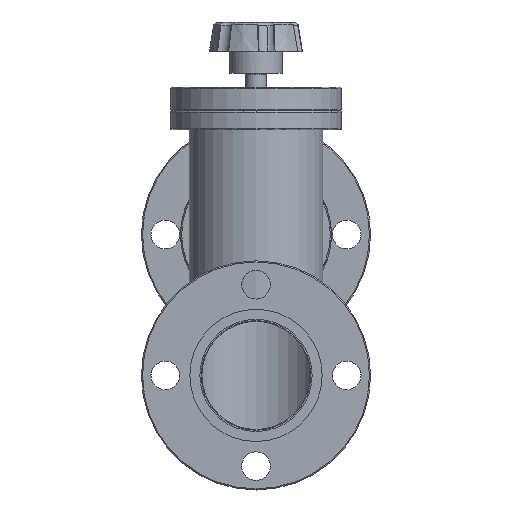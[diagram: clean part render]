
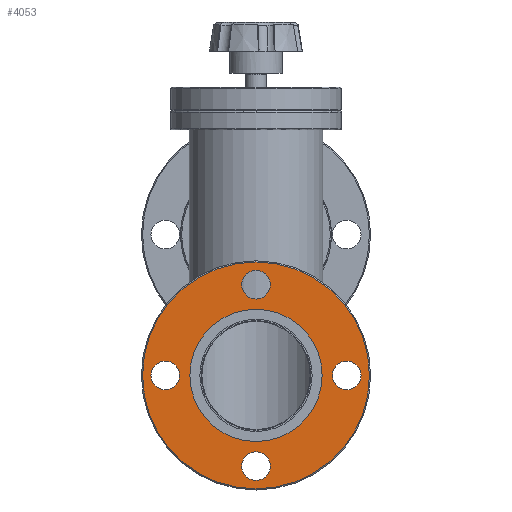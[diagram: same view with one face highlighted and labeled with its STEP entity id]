
A CAD part, front view. The second image highlights one B-rep face of the part: STEP entity #4053.
In plain terms, the highlighted planar face has unit normal (0, -1, 0).
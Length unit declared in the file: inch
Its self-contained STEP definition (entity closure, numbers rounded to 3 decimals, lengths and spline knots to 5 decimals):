
#47 = FACE_OUTER_BOUND ( 'NONE', #573, .T. ) ;
#143 = ORIENTED_EDGE ( 'NONE', *, *, #5525, .T. ) ;
#174 = CARTESIAN_POINT ( 'NONE',  ( 0., -3.612, -1.935 ) ) ;
#323 = CIRCLE ( 'NONE', #3997, 2.97 ) ;
#379 = CARTESIAN_POINT ( 'NONE',  ( -1.7315, -3.612, -1.935 ) ) ;
#392 = CIRCLE ( 'NONE', #13023, 0.375 ) ;
#420 = DIRECTION ( 'NONE',  ( 0., 1., 0. ) ) ;
#555 = EDGE_CURVE ( 'NONE', #5880, #9367, #323, .T. ) ;
#560 = ORIENTED_EDGE ( 'NONE', *, *, #10086, .T. ) ;
#571 = DIRECTION ( 'NONE',  ( 0., 1., 0. ) ) ;
#573 = EDGE_LOOP ( 'NONE', ( #7191, #4537 ) ) ;
#742 = AXIS2_PLACEMENT_3D ( 'NONE', #9590, #2020, #10856 ) ;
#768 = AXIS2_PLACEMENT_3D ( 'NONE', #5399, #14223, #6649 ) ;
#811 = CIRCLE ( 'NONE', #11986, 2.97 ) ;
#1013 = VERTEX_POINT ( 'NONE', #3053 ) ;
#1030 = VERTEX_POINT ( 'NONE', #2114 ) ;
#1140 = VERTEX_POINT ( 'NONE', #9483 ) ;
#1271 = EDGE_CURVE ( 'NONE', #1030, #1140, #3274, .T. ) ;
#1509 = EDGE_CURVE ( 'NONE', #1635, #12474, #14737, .T. ) ;
#1635 = VERTEX_POINT ( 'NONE', #6365 ) ;
#2020 = DIRECTION ( 'NONE',  ( 0., 1., 0. ) ) ;
#2114 = CARTESIAN_POINT ( 'NONE',  ( -2.75, -3.612, -1.935 ) ) ;
#2440 = VERTEX_POINT ( 'NONE', #9931 ) ;
#2469 = CARTESIAN_POINT ( 'NONE',  ( 0., -3.612, -1.935 ) ) ;
#2521 = AXIS2_PLACEMENT_3D ( 'NONE', #4516, #4467, #4422 ) ;
#2541 = EDGE_LOOP ( 'NONE', ( #14641, #15858 ) ) ;
#2724 = ORIENTED_EDGE ( 'NONE', *, *, #4118, .T. ) ;
#2738 = VERTEX_POINT ( 'NONE', #8135 ) ;
#2761 = ORIENTED_EDGE ( 'NONE', *, *, #13734, .T. ) ;
#3053 = CARTESIAN_POINT ( 'NONE',  ( 1.7315, -3.612, -1.935 ) ) ;
#3162 = CARTESIAN_POINT ( 'NONE',  ( -1.7315, -3.612, -1.935 ) ) ;
#3274 = CIRCLE ( 'NONE', #5898, 0.375 ) ;
#3410 = FACE_BOUND ( 'NONE', #9596, .T. ) ;
#3433 = EDGE_CURVE ( 'NONE', #2440, #12439, #6784, .T. ) ;
#3565 = VERTEX_POINT ( 'NONE', #379 ) ;
#3744 = DIRECTION ( 'NONE',  ( 0., 0., 1. ) ) ;
#3807 = FACE_BOUND ( 'NONE', #10469, .T. ) ;
#3962 = DIRECTION ( 'NONE',  ( -1., 0., 0. ) ) ;
#3997 = AXIS2_PLACEMENT_3D ( 'NONE', #174, #14153, #4052 ) ;
#4010 = DIRECTION ( 'NONE',  ( 0., 1., 0. ) ) ;
#4052 = DIRECTION ( 'NONE',  ( 0., 0., 1. ) ) ;
#4053 = ADVANCED_FACE ( 'NONE', ( #13483, #3807, #10144, #6769, #3410, #47 ), #14441, .T. ) ;
#4066 = CARTESIAN_POINT ( 'NONE',  ( -2.375, -3.612, -1.935 ) ) ;
#4118 = EDGE_CURVE ( 'NONE', #1140, #1030, #12695, .T. ) ;
#4422 = DIRECTION ( 'NONE',  ( -1., 0., 0. ) ) ;
#4467 = DIRECTION ( 'NONE',  ( 0., 1., 0. ) ) ;
#4492 = AXIS2_PLACEMENT_3D ( 'NONE', #7991, #420, #9260 ) ;
#4516 = CARTESIAN_POINT ( 'NONE',  ( 0., -3.612, 0.44 ) ) ;
#4537 = ORIENTED_EDGE ( 'NONE', *, *, #555, .T. ) ;
#4593 = ORIENTED_EDGE ( 'NONE', *, *, #8937, .T. ) ;
#4638 = CARTESIAN_POINT ( 'NONE',  ( 0., -3.612, 0.44 ) ) ;
#4747 = AXIS2_PLACEMENT_3D ( 'NONE', #7715, #7656, #6383 ) ;
#4807 = EDGE_CURVE ( 'NONE', #9367, #5880, #811, .T. ) ;
#5168 = CIRCLE ( 'NONE', #13567, 1.7315 ) ;
#5214 = CARTESIAN_POINT ( 'NONE',  ( -0.375, -3.612, -4.31 ) ) ;
#5243 = EDGE_LOOP ( 'NONE', ( #11677, #560 ) ) ;
#5399 = CARTESIAN_POINT ( 'NONE',  ( 2.375, -3.612, -1.935 ) ) ;
#5525 = EDGE_CURVE ( 'NONE', #12737, #2738, #392, .T. ) ;
#5712 = DIRECTION ( 'NONE',  ( 0., -1., 0. ) ) ;
#5716 = CARTESIAN_POINT ( 'NONE',  ( 2.75, -3.612, -1.935 ) ) ;
#5880 = VERTEX_POINT ( 'NONE', #14839 ) ;
#5890 = DIRECTION ( 'NONE',  ( -1., 0., 0. ) ) ;
#5898 = AXIS2_PLACEMENT_3D ( 'NONE', #4066, #4010, #3962 ) ;
#6365 = CARTESIAN_POINT ( 'NONE',  ( 2., -3.612, -1.935 ) ) ;
#6383 = DIRECTION ( 'NONE',  ( -1., 0., 0. ) ) ;
#6416 = CARTESIAN_POINT ( 'NONE',  ( 0., -3.612, -4.31 ) ) ;
#6474 = EDGE_CURVE ( 'NONE', #12474, #1635, #7682, .T. ) ;
#6525 = CARTESIAN_POINT ( 'NONE',  ( 0., -3.612, 1.035 ) ) ;
#6649 = DIRECTION ( 'NONE',  ( -1., 0., 0. ) ) ;
#6769 = FACE_BOUND ( 'NONE', #2541, .T. ) ;
#6784 = CIRCLE ( 'NONE', #2521, 0.375 ) ;
#7028 = CARTESIAN_POINT ( 'NONE',  ( 0., -3.612, -1.935 ) ) ;
#7191 = ORIENTED_EDGE ( 'NONE', *, *, #4807, .T. ) ;
#7487 = CIRCLE ( 'NONE', #8959, 0.375 ) ;
#7656 = DIRECTION ( 'NONE',  ( 0., 1., 0. ) ) ;
#7682 = CIRCLE ( 'NONE', #768, 0.375 ) ;
#7685 = DIRECTION ( 'NONE',  ( -1., 0., 0. ) ) ;
#7715 = CARTESIAN_POINT ( 'NONE',  ( 2.375, -3.612, -1.935 ) ) ;
#7991 = CARTESIAN_POINT ( 'NONE',  ( 0., -3.612, -1.935 ) ) ;
#8073 = ORIENTED_EDGE ( 'NONE', *, *, #10216, .T. ) ;
#8135 = CARTESIAN_POINT ( 'NONE',  ( 0.375, -3.612, -4.31 ) ) ;
#8141 = CARTESIAN_POINT ( 'NONE',  ( 0., -3.612, -4.31 ) ) ;
#8318 = DIRECTION ( 'NONE',  ( -1., 0., 0. ) ) ;
#8937 = EDGE_CURVE ( 'NONE', #1013, #3565, #5168, .T. ) ;
#8959 = AXIS2_PLACEMENT_3D ( 'NONE', #4638, #13448, #5890 ) ;
#9260 = DIRECTION ( 'NONE',  ( -1., 0., 0. ) ) ;
#9367 = VERTEX_POINT ( 'NONE', #6525 ) ;
#9422 = DIRECTION ( 'NONE',  ( -1., 0., 0. ) ) ;
#9483 = CARTESIAN_POINT ( 'NONE',  ( -2., -3.612, -1.935 ) ) ;
#9590 = CARTESIAN_POINT ( 'NONE',  ( -2.375, -3.612, -1.935 ) ) ;
#9596 = EDGE_LOOP ( 'NONE', ( #143, #8073 ) ) ;
#9675 = CIRCLE ( 'NONE', #13181, 0.375 ) ;
#9931 = CARTESIAN_POINT ( 'NONE',  ( -0.375, -3.612, 0.44 ) ) ;
#10086 = EDGE_CURVE ( 'NONE', #12439, #2440, #7487, .T. ) ;
#10144 = FACE_BOUND ( 'NONE', #5243, .T. ) ;
#10216 = EDGE_CURVE ( 'NONE', #2738, #12737, #9675, .T. ) ;
#10469 = EDGE_LOOP ( 'NONE', ( #13792, #2724 ) ) ;
#10856 = DIRECTION ( 'NONE',  ( -1., 0., 0. ) ) ;
#10937 = CIRCLE ( 'NONE', #4492, 1.7315 ) ;
#11327 = DIRECTION ( 'NONE',  ( 0., -1., 0. ) ) ;
#11677 = ORIENTED_EDGE ( 'NONE', *, *, #3433, .T. ) ;
#11986 = AXIS2_PLACEMENT_3D ( 'NONE', #2469, #11327, #3744 ) ;
#12026 = CARTESIAN_POINT ( 'NONE',  ( 0.375, -3.612, 0.44 ) ) ;
#12142 = EDGE_LOOP ( 'NONE', ( #2761, #4593 ) ) ;
#12439 = VERTEX_POINT ( 'NONE', #12026 ) ;
#12474 = VERTEX_POINT ( 'NONE', #5716 ) ;
#12695 = CIRCLE ( 'NONE', #742, 0.375 ) ;
#12737 = VERTEX_POINT ( 'NONE', #5214 ) ;
#13023 = AXIS2_PLACEMENT_3D ( 'NONE', #8141, #571, #9422 ) ;
#13181 = AXIS2_PLACEMENT_3D ( 'NONE', #6416, #15238, #7685 ) ;
#13448 = DIRECTION ( 'NONE',  ( 0., 1., 0. ) ) ;
#13483 = FACE_BOUND ( 'NONE', #12142, .T. ) ;
#13567 = AXIS2_PLACEMENT_3D ( 'NONE', #7028, #15844, #8318 ) ;
#13734 = EDGE_CURVE ( 'NONE', #3565, #1013, #10937, .T. ) ;
#13792 = ORIENTED_EDGE ( 'NONE', *, *, #1271, .T. ) ;
#14153 = DIRECTION ( 'NONE',  ( 0., -1., 0. ) ) ;
#14223 = DIRECTION ( 'NONE',  ( 0., 1., 0. ) ) ;
#14441 = PLANE ( 'NONE',  #15438 ) ;
#14551 = DIRECTION ( 'NONE',  ( 1., 0., 0. ) ) ;
#14641 = ORIENTED_EDGE ( 'NONE', *, *, #1509, .T. ) ;
#14737 = CIRCLE ( 'NONE', #4747, 0.375 ) ;
#14839 = CARTESIAN_POINT ( 'NONE',  ( 0., -3.612, -4.905 ) ) ;
#15238 = DIRECTION ( 'NONE',  ( 0., 1., 0. ) ) ;
#15438 = AXIS2_PLACEMENT_3D ( 'NONE', #3162, #5712, #14551 ) ;
#15844 = DIRECTION ( 'NONE',  ( 0., 1., 0. ) ) ;
#15858 = ORIENTED_EDGE ( 'NONE', *, *, #6474, .T. ) ;
